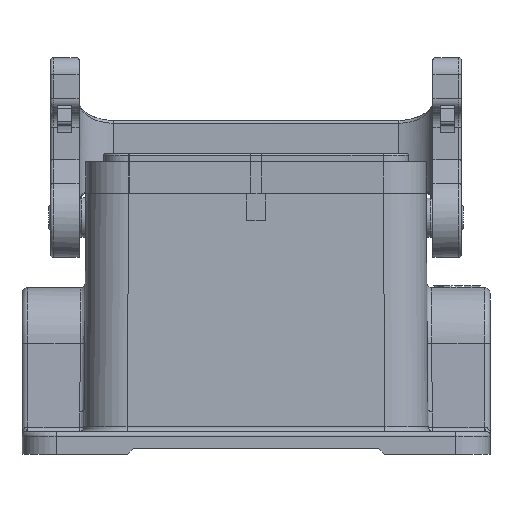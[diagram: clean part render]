
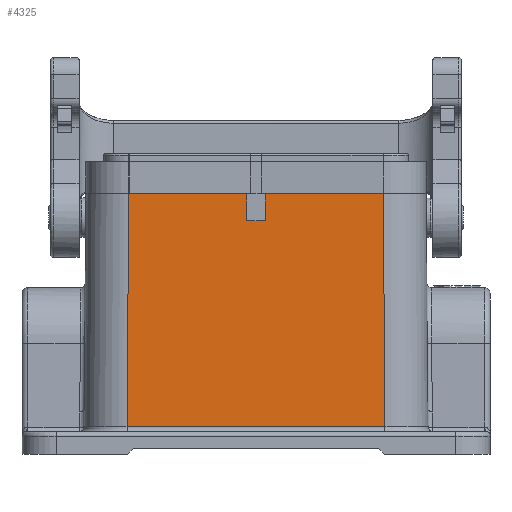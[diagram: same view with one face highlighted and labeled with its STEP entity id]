
A CAD part, front view. The second image highlights one B-rep face of the part: STEP entity #4325.
In plain terms, the highlighted planar face has unit normal (0, -1, 0.006).
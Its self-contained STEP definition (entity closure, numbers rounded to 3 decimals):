
#4325=ADVANCED_FACE('',(#5363),#4927,.T.);
#4927=PLANE('',#16288);
#5363=FACE_OUTER_BOUND('',#6086,.T.);
#6086=EDGE_LOOP('',(#7887,#7888,#7889,#7890,#7891,#7892,#7893,#7894));
#7887=ORIENTED_EDGE('',*,*,#12010,.T.);
#7888=ORIENTED_EDGE('',*,*,#12011,.T.);
#7889=ORIENTED_EDGE('',*,*,#12012,.T.);
#7890=ORIENTED_EDGE('',*,*,#11815,.T.);
#7891=ORIENTED_EDGE('',*,*,#12013,.F.);
#7892=ORIENTED_EDGE('',*,*,#12014,.F.);
#7893=ORIENTED_EDGE('',*,*,#12015,.F.);
#7894=ORIENTED_EDGE('',*,*,#11821,.T.);
#10563=VERTEX_POINT('',#25280);
#10564=VERTEX_POINT('',#25281);
#10567=VERTEX_POINT('',#25289);
#10568=VERTEX_POINT('',#25291);
#10728=VERTEX_POINT('',#25694);
#10729=VERTEX_POINT('',#25696);
#10730=VERTEX_POINT('',#25699);
#10731=VERTEX_POINT('',#25701);
#11815=EDGE_CURVE('',#10563,#10564,#13259,.T.);
#11821=EDGE_CURVE('',#10568,#10567,#13261,.T.);
#12010=EDGE_CURVE('',#10567,#10728,#13373,.T.);
#12011=EDGE_CURVE('',#10728,#10729,#13374,.T.);
#12012=EDGE_CURVE('',#10729,#10563,#13375,.T.);
#12013=EDGE_CURVE('',#10730,#10564,#13376,.T.);
#12014=EDGE_CURVE('',#10731,#10730,#13377,.T.);
#12015=EDGE_CURVE('',#10568,#10731,#13378,.T.);
#13259=LINE('',#25279,#14203);
#13261=LINE('',#25290,#14205);
#13373=LINE('',#25693,#14317);
#13374=LINE('',#25695,#14318);
#13375=LINE('',#25697,#14319);
#13376=LINE('',#25698,#14320);
#13377=LINE('',#25700,#14321);
#13378=LINE('',#25702,#14322);
#14203=VECTOR('',#17885,1.);
#14205=VECTOR('',#17895,1.);
#14317=VECTOR('',#18229,1.);
#14318=VECTOR('',#18230,1.);
#14319=VECTOR('',#18231,1.);
#14320=VECTOR('',#18232,1.);
#14321=VECTOR('',#18233,1.);
#14322=VECTOR('',#18234,1.);
#16288=AXIS2_PLACEMENT_3D('',#25703,#18235,#18236);
#17885=DIRECTION('',(-1.,0.,0.));
#17895=DIRECTION('',(-1.,0.,0.));
#18229=DIRECTION('',(-0.007,-0.006,-1.));
#18230=DIRECTION('',(1.,0.,0.));
#18231=DIRECTION('',(-0.007,0.006,1.));
#18232=DIRECTION('',(0.,0.006,1.));
#18233=DIRECTION('',(1.,0.,0.));
#18234=DIRECTION('',(0.,-0.006,-1.));
#18235=DIRECTION('',(0.,-1.,0.006));
#18236=DIRECTION('',(0.,0.006,1.));
#25279=CARTESIAN_POINT('',(45.1,-21.5,5.7));
#25280=CARTESIAN_POINT('',(22.3,-21.5,5.7));
#25281=CARTESIAN_POINT('',(1.6,-21.5,5.7));
#25289=CARTESIAN_POINT('',(-22.3,-21.5,5.7));
#25290=CARTESIAN_POINT('',(45.1,-21.5,5.7));
#25291=CARTESIAN_POINT('',(-1.6,-21.5,5.7));
#25693=CARTESIAN_POINT('',(-22.597,-21.747,-35.462));
#25694=CARTESIAN_POINT('',(-22.594,-21.745,-35.155));
#25695=CARTESIAN_POINT('',(22.6,-21.745,-35.155));
#25696=CARTESIAN_POINT('',(22.594,-21.745,-35.155));
#25697=CARTESIAN_POINT('',(22.601,-21.751,-36.112));
#25698=CARTESIAN_POINT('',(1.6,-21.75,-35.95));
#25699=CARTESIAN_POINT('',(1.6,-21.528,1.));
#25700=CARTESIAN_POINT('',(45.1,-21.528,1.));
#25701=CARTESIAN_POINT('',(-1.6,-21.528,1.));
#25702=CARTESIAN_POINT('',(-1.6,-21.75,-35.95));
#25703=CARTESIAN_POINT('',(45.1,-21.75,-35.95));
